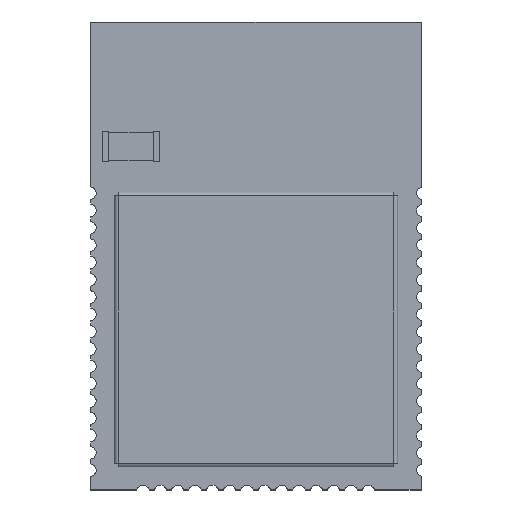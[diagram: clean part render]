
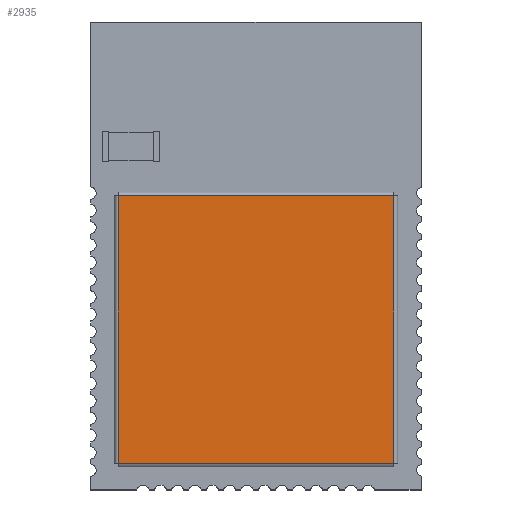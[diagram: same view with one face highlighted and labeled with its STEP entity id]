
A CAD part, top view. The second image highlights one B-rep face of the part: STEP entity #2935.
In plain terms, the highlighted planar face has unit normal (0, 0, 1).
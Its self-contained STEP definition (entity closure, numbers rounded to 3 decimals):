
#192 = LINE ( 'NONE', #2133, #4214 ) ;
#227 = CARTESIAN_POINT ( 'NONE',  ( 0., 0., 2.2 ) ) ;
#289 = FACE_OUTER_BOUND ( 'NONE', #1799, .T. ) ;
#344 = VECTOR ( 'NONE', #488, 1000. ) ;
#488 = DIRECTION ( 'NONE',  ( 0., 1., 0. ) ) ;
#1145 = VECTOR ( 'NONE', #5329, 1000. ) ;
#1222 = PLANE ( 'NONE',  #1234 ) ;
#1234 = AXIS2_PLACEMENT_3D ( 'NONE', #227, #3215, #5188 ) ;
#1640 = DIRECTION ( 'NONE',  ( 1., 0., 0. ) ) ;
#1799 = EDGE_LOOP ( 'NONE', ( #4048, #6119, #5034, #6200 ) ) ;
#1911 = VERTEX_POINT ( 'NONE', #4664 ) ;
#2133 = CARTESIAN_POINT ( 'NONE',  ( 0., 3.478, 2.2 ) ) ;
#2534 = DIRECTION ( 'NONE',  ( 0., -1., 0. ) ) ;
#2561 = CARTESIAN_POINT ( 'NONE',  ( 7.99, 0., 2.2 ) ) ;
#2807 = LINE ( 'NONE', #4772, #344 ) ;
#2935 = ADVANCED_FACE ( 'NONE', ( #289 ), #1222, .T. ) ;
#3168 = VERTEX_POINT ( 'NONE', #3632 ) ;
#3215 = DIRECTION ( 'NONE',  ( 0., 0., 1. ) ) ;
#3272 = EDGE_CURVE ( 'NONE', #5318, #3168, #2807, .T. ) ;
#3632 = CARTESIAN_POINT ( 'NONE',  ( -7.99, 3.478, 2.2 ) ) ;
#3830 = LINE ( 'NONE', #6194, #1145 ) ;
#3955 = VERTEX_POINT ( 'NONE', #5739 ) ;
#4048 = ORIENTED_EDGE ( 'NONE', *, *, #5128, .F. ) ;
#4214 = VECTOR ( 'NONE', #1640, 1000. ) ;
#4523 = EDGE_CURVE ( 'NONE', #3168, #3955, #192, .T. ) ;
#4664 = CARTESIAN_POINT ( 'NONE',  ( 7.99, -12.002, 2.2 ) ) ;
#4772 = CARTESIAN_POINT ( 'NONE',  ( -7.99, 0., 2.2 ) ) ;
#5034 = ORIENTED_EDGE ( 'NONE', *, *, #4523, .F. ) ;
#5128 = EDGE_CURVE ( 'NONE', #1911, #5318, #3830, .T. ) ;
#5139 = CARTESIAN_POINT ( 'NONE',  ( -7.99, -12.002, 2.2 ) ) ;
#5188 = DIRECTION ( 'NONE',  ( 1., 0., 0. ) ) ;
#5318 = VERTEX_POINT ( 'NONE', #5139 ) ;
#5329 = DIRECTION ( 'NONE',  ( -1., 0., 0. ) ) ;
#5483 = VECTOR ( 'NONE', #2534, 1000. ) ;
#5739 = CARTESIAN_POINT ( 'NONE',  ( 7.99, 3.478, 2.2 ) ) ;
#5742 = EDGE_CURVE ( 'NONE', #3955, #1911, #5956, .T. ) ;
#5956 = LINE ( 'NONE', #2561, #5483 ) ;
#6119 = ORIENTED_EDGE ( 'NONE', *, *, #5742, .F. ) ;
#6194 = CARTESIAN_POINT ( 'NONE',  ( 0., -12.002, 2.2 ) ) ;
#6200 = ORIENTED_EDGE ( 'NONE', *, *, #3272, .F. ) ;
